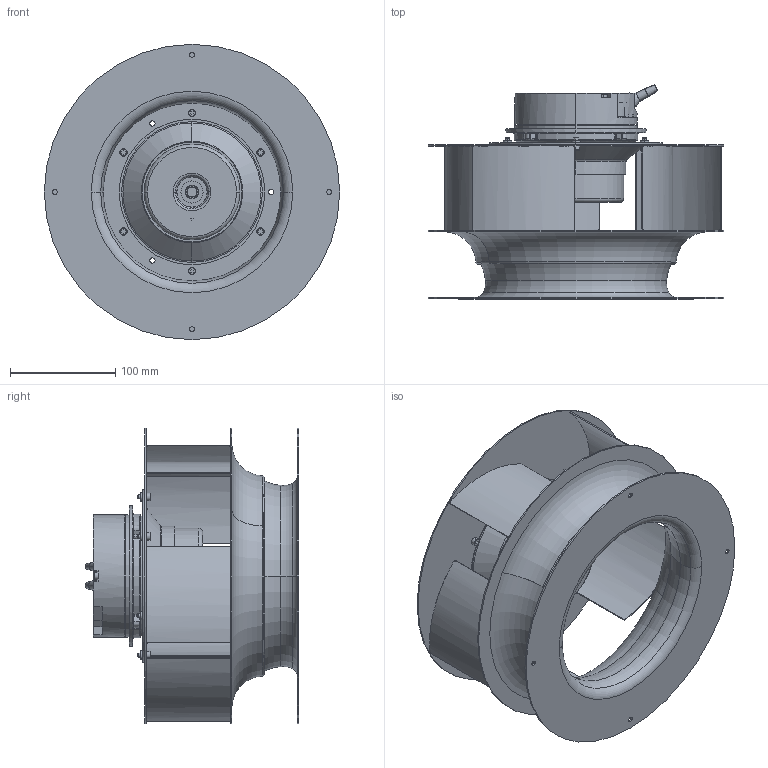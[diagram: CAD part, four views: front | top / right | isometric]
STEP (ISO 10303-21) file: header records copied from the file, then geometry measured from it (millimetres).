
FILE_DESCRIPTION((''),'2;1');
FILE_NAME('ASM0008_ASM','2017-11-06T',('CHESTER.YAN'),(''),'CREO PARAMETRIC BY PTC INC, 2015080','CREO PARAMETRIC BY PTC INC, 2015080','');
FILE_SCHEMA(('CONFIG_CONTROL_DESIGN'));
Length unit declared in the file: millimetre
Products named in the file (13): PRT0006_1_1_2_1; PRT0006_1_1_2_2; PRT0006_1_1_2_3; PRT0006_1_1_2_4; PRT0006_1_1_2_5; PRT0006_1_1_2_6; PRT0006_1_1_2_7; PRT0006_1_1_2_8; PRT0006_1_1_2_ASM; PRT0007_1_1; ASM0006_ASM_1_1_ASM; PRT0008; ASM0008_ASM
Assembly tree (12 placements, depth 4):
  ASM0008_ASM
    ASM0006_ASM_1_1_ASM
      PRT0006_1_1_2_ASM
        PRT0006_1_1_2_1
        PRT0006_1_1_2_2
        PRT0006_1_1_2_3
        PRT0006_1_1_2_4
        PRT0006_1_1_2_5
        PRT0006_1_1_2_6
        PRT0006_1_1_2_7
        PRT0006_1_1_2_8
      PRT0007_1_1
    PRT0008
Bounding box: 280 x 202.85 x 280 mm (x, y, z)
Volume: 684262.8 mm3; surface area: 565931 mm2
Topology: 10 solids, 20 shells, 1301 faces, 3565 edges, 2362 vertices
Faces by surface type: plane 514, cylinder 438, cone 134, torus 83, bspline 68, extrusion 64
Entity records: 46121 total; most frequent: CARTESIAN_POINT 12784, ORIENTED_EDGE 6971, DIRECTION 6790, EDGE_CURVE 3561, AXIS2_PLACEMENT_3D 2602, VERTEX_POINT 2362, VECTOR 1586, LINE 1522
